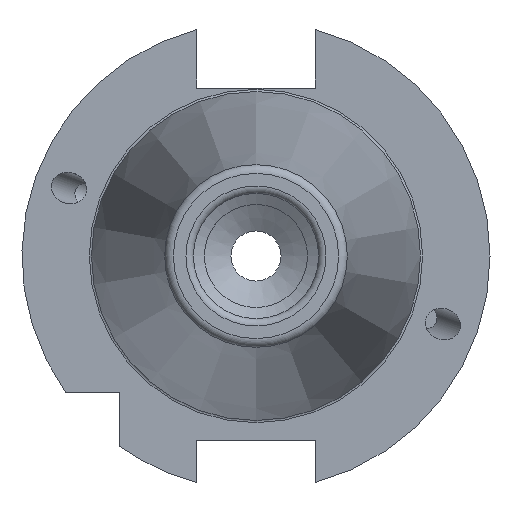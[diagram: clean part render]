
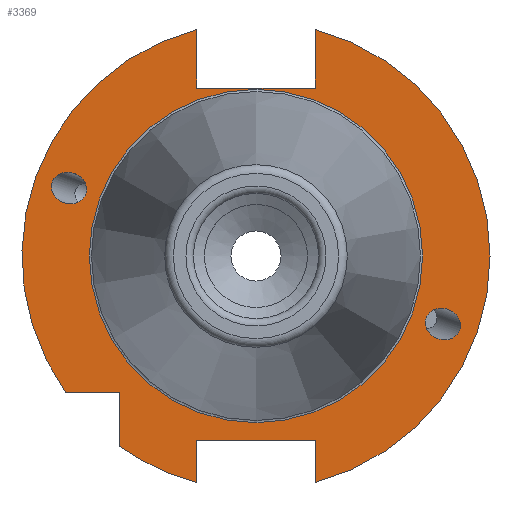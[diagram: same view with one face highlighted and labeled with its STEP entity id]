
A CAD part, left-side view. The second image highlights one B-rep face of the part: STEP entity #3369.
In plain terms, the highlighted planar face has unit normal (-1, 0, 0).
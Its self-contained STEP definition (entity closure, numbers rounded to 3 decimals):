
#1509=CARTESIAN_POINT('',(3.2,-23.093,-8.405));
#1510=VERTEX_POINT('',#1509);
#1511=CARTESIAN_POINT('',(3.2,-25.372,-9.235));
#1512=DIRECTION('',(1.0,0.0,0.0));
#1513=DIRECTION('',(0.0,-0.94,-0.342));
#1514=AXIS2_PLACEMENT_3D('',#1511,#1512,#1513);
#1515=ELLIPSE('',#1514,2.425,2.1);
#1516=EDGE_CURVE('',#1510,#1510,#1515,.T.);
#1546=CARTESIAN_POINT('',(3.2,23.093,8.405));
#1547=VERTEX_POINT('',#1546);
#1548=CARTESIAN_POINT('',(3.2,25.372,9.235));
#1549=DIRECTION('',(1.0,0.0,0.0));
#1550=DIRECTION('',(0.0,0.94,0.342));
#1551=AXIS2_PLACEMENT_3D('',#1548,#1549,#1550);
#1552=ELLIPSE('',#1551,2.425,2.1);
#1553=EDGE_CURVE('',#1547,#1547,#1552,.T.);
#2498=CARTESIAN_POINT('',(3.2,18.5,-18.5));
#2499=VERTEX_POINT('',#2498);
#2500=CARTESIAN_POINT('',(3.2,18.5,-25.834));
#2501=VERTEX_POINT('',#2500);
#2502=CARTESIAN_POINT('',(3.2,18.5,-18.5));
#2503=DIRECTION('',(0.0,0.0,-1.0));
#2504=VECTOR('',#2503,7.334);
#2505=LINE('',#2502,#2504);
#2506=EDGE_CURVE('',#2499,#2501,#2505,.T.);
#2621=CARTESIAN_POINT('',(3.2,25.834,-18.5));
#2622=VERTEX_POINT('',#2621);
#2623=CARTESIAN_POINT('',(3.2,25.834,-18.5));
#2624=DIRECTION('',(0.0,-1.0,0.0));
#2625=VECTOR('',#2624,7.334);
#2626=LINE('',#2623,#2625);
#2627=EDGE_CURVE('',#2622,#2499,#2626,.T.);
#2722=CARTESIAN_POINT('',(3.2,8.05,30.738));
#2723=VERTEX_POINT('',#2722);
#2724=CARTESIAN_POINT('',(3.2,0.0,0.));
#2725=DIRECTION('',(-1.0,0.0,0.));
#2726=DIRECTION('',(0.,0.0,1.0));
#2727=AXIS2_PLACEMENT_3D('',#2724,#2725,#2726);
#2728=CIRCLE('',#2727,31.775);
#2729=EDGE_CURVE('',#2723,#2622,#2728,.T.);
#3117=CARTESIAN_POINT('',(3.2,8.05,-25.0));
#3118=VERTEX_POINT('',#3117);
#3125=CARTESIAN_POINT('',(3.2,8.05,-30.738));
#3126=VERTEX_POINT('',#3125);
#3127=CARTESIAN_POINT('',(3.2,8.05,-30.738));
#3128=DIRECTION('',(0.0,0.0,1.0));
#3129=VECTOR('',#3128,5.738);
#3130=LINE('',#3127,#3129);
#3131=EDGE_CURVE('',#3126,#3118,#3130,.T.);
#3181=CARTESIAN_POINT('',(3.2,-8.05,-30.738));
#3182=VERTEX_POINT('',#3181);
#3189=CARTESIAN_POINT('',(3.2,-8.05,-25.0));
#3190=VERTEX_POINT('',#3189);
#3191=CARTESIAN_POINT('',(3.2,-8.05,-25.0));
#3192=DIRECTION('',(0.0,0.0,-1.0));
#3193=VECTOR('',#3192,5.738);
#3194=LINE('',#3191,#3193);
#3195=EDGE_CURVE('',#3190,#3182,#3194,.T.);
#3214=CARTESIAN_POINT('',(3.2,8.05,-25.0));
#3215=DIRECTION('',(0.0,-1.0,0.0));
#3216=VECTOR('',#3215,16.1);
#3217=LINE('',#3214,#3216);
#3218=EDGE_CURVE('',#3118,#3190,#3217,.T.);
#3301=CARTESIAN_POINT('',(3.2,0.0,27.233));
#3302=DIRECTION('',(-1.0,0.0,0.0));
#3303=DIRECTION('',(0.0,0.0,1.0));
#3304=AXIS2_PLACEMENT_3D('',#3301,#3302,#3303);
#3305=PLANE('',#3304);
#3306=ORIENTED_EDGE('',*,*,#2506,.T.);
#3307=CARTESIAN_POINT('',(3.2,0.0,0.));
#3308=DIRECTION('',(-1.0,0.0,0.));
#3309=DIRECTION('',(0.,0.0,1.0));
#3310=AXIS2_PLACEMENT_3D('',#3307,#3308,#3309);
#3311=CIRCLE('',#3310,31.775);
#3312=EDGE_CURVE('',#2501,#3126,#3311,.T.);
#3313=ORIENTED_EDGE('',*,*,#3312,.T.);
#3314=ORIENTED_EDGE('',*,*,#3131,.T.);
#3315=ORIENTED_EDGE('',*,*,#3218,.T.);
#3316=ORIENTED_EDGE('',*,*,#3195,.T.);
#3317=CARTESIAN_POINT('',(3.2,-8.05,30.738));
#3318=VERTEX_POINT('',#3317);
#3319=CARTESIAN_POINT('',(3.2,0.0,0.));
#3320=DIRECTION('',(-1.0,0.0,0.));
#3321=DIRECTION('',(0.,0.0,1.0));
#3322=AXIS2_PLACEMENT_3D('',#3319,#3320,#3321);
#3323=CIRCLE('',#3322,31.775);
#3324=EDGE_CURVE('',#3182,#3318,#3323,.T.);
#3325=ORIENTED_EDGE('',*,*,#3324,.T.);
#3326=CARTESIAN_POINT('',(3.2,-8.05,22.8));
#3327=VERTEX_POINT('',#3326);
#3328=CARTESIAN_POINT('',(3.2,-8.05,30.738));
#3329=DIRECTION('',(0.0,0.0,-1.0));
#3330=VECTOR('',#3329,7.938);
#3331=LINE('',#3328,#3330);
#3332=EDGE_CURVE('',#3318,#3327,#3331,.T.);
#3333=ORIENTED_EDGE('',*,*,#3332,.T.);
#3334=CARTESIAN_POINT('',(3.2,8.05,22.8));
#3335=VERTEX_POINT('',#3334);
#3336=CARTESIAN_POINT('',(3.2,-8.05,22.8));
#3337=DIRECTION('',(0.0,1.0,0.0));
#3338=VECTOR('',#3337,16.1);
#3339=LINE('',#3336,#3338);
#3340=EDGE_CURVE('',#3327,#3335,#3339,.T.);
#3341=ORIENTED_EDGE('',*,*,#3340,.T.);
#3342=CARTESIAN_POINT('',(3.2,8.05,22.8));
#3343=DIRECTION('',(0.0,0.0,1.0));
#3344=VECTOR('',#3343,7.938);
#3345=LINE('',#3342,#3344);
#3346=EDGE_CURVE('',#3335,#2723,#3345,.T.);
#3347=ORIENTED_EDGE('',*,*,#3346,.T.);
#3348=ORIENTED_EDGE('',*,*,#2729,.T.);
#3349=ORIENTED_EDGE('',*,*,#2627,.T.);
#3350=EDGE_LOOP('',(#3306,#3313,#3314,#3315,#3316,#3325,#3333,#3341,#3347,#3348,#3349));
#3351=FACE_OUTER_BOUND('',#3350,.T.);
#3352=ORIENTED_EDGE('',*,*,#1516,.T.);
#3353=EDGE_LOOP('',(#3352));
#3354=FACE_BOUND('',#3353,.T.);
#3355=ORIENTED_EDGE('',*,*,#1553,.T.);
#3356=EDGE_LOOP('',(#3355));
#3357=FACE_BOUND('',#3356,.T.);
#3358=CARTESIAN_POINT('',(3.2,22.625,0.0));
#3359=VERTEX_POINT('',#3358);
#3360=CARTESIAN_POINT('',(3.2,0.0,0.0));
#3361=DIRECTION('',(-1.0,0.0,0.0));
#3362=DIRECTION('',(0.0,1.0,0.0));
#3363=AXIS2_PLACEMENT_3D('',#3360,#3361,#3362);
#3364=CIRCLE('',#3363,22.625);
#3365=EDGE_CURVE('',#3359,#3359,#3364,.T.);
#3366=ORIENTED_EDGE('',*,*,#3365,.F.);
#3367=EDGE_LOOP('',(#3366));
#3368=FACE_BOUND('',#3367,.T.);
#3369=ADVANCED_FACE('',(#3351,#3354,#3357,#3368),#3305,.T.);
